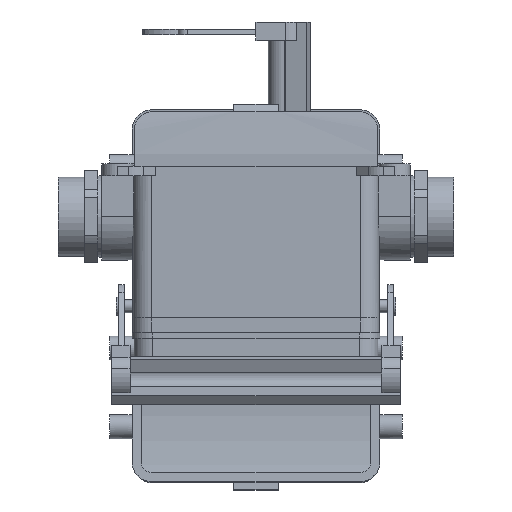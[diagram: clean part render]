
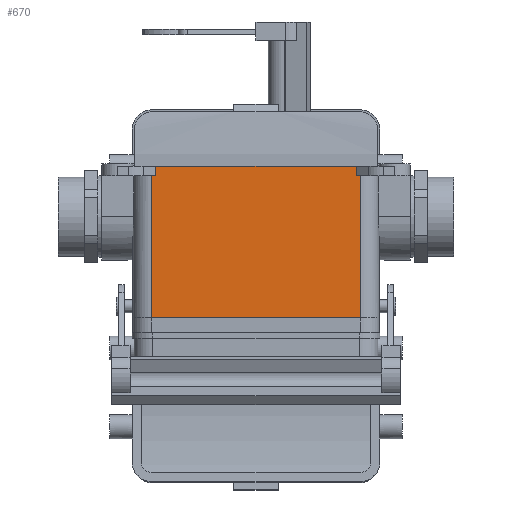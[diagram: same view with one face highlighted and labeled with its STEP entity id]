
A CAD part, top view. The second image highlights one B-rep face of the part: STEP entity #670.
In plain terms, the highlighted planar face has unit normal (0, 0, 1).
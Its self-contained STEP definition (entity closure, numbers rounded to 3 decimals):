
#670 = ADVANCED_FACE( '', ( #1488 ), #1489, .F. );
#1488 = FACE_OUTER_BOUND( '', #2446, .T. );
#1489 = PLANE( '', #2447 );
#2446 = EDGE_LOOP( '', ( #4334, #4335, #4336, #4337, #4338, #4339, #4340, #4341 ) );
#2447 = AXIS2_PLACEMENT_3D( '', #4342, #4343, #4344 );
#4334 = ORIENTED_EDGE( '', *, *, #6209, .T. );
#4335 = ORIENTED_EDGE( '', *, *, #5751, .F. );
#4336 = ORIENTED_EDGE( '', *, *, #6210, .T. );
#4337 = ORIENTED_EDGE( '', *, *, #6092, .T. );
#4338 = ORIENTED_EDGE( '', *, *, #6211, .F. );
#4339 = ORIENTED_EDGE( '', *, *, #5949, .F. );
#4340 = ORIENTED_EDGE( '', *, *, #5612, .T. );
#4341 = ORIENTED_EDGE( '', *, *, #6212, .T. );
#4342 = CARTESIAN_POINT( '', ( 0., -3.5, 21.5 ) );
#4343 = DIRECTION( '', ( 0., 0., -1. ) );
#4344 = DIRECTION( '', ( -1., 0., 0. ) );
#5612 = EDGE_CURVE( '', #6743, #6755, #6757, .T. );
#5751 = EDGE_CURVE( '', #6990, #6985, #6992, .T. );
#5949 = EDGE_CURVE( '', #6743, #7304, #7305, .T. );
#6092 = EDGE_CURVE( '', #7531, #7529, #7532, .T. );
#6209 = EDGE_CURVE( '', #7687, #6985, #7688, .T. );
#6210 = EDGE_CURVE( '', #6990, #7531, #7689, .T. );
#6211 = EDGE_CURVE( '', #7304, #7529, #7690, .T. );
#6212 = EDGE_CURVE( '', #6755, #7687, #7691, .T. );
#6743 = VERTEX_POINT( '', #8350 );
#6755 = VERTEX_POINT( '', #8365 );
#6757 = LINE( '', #8368, #8369 );
#6985 = VERTEX_POINT( '', #8702 );
#6990 = VERTEX_POINT( '', #8709 );
#6992 = LINE( '', #8712, #8713 );
#7304 = VERTEX_POINT( '', #9238 );
#7305 = LINE( '', #9239, #9240 );
#7529 = VERTEX_POINT( '', #9573 );
#7531 = VERTEX_POINT( '', #9575 );
#7532 = LINE( '', #9576, #9577 );
#7687 = VERTEX_POINT( '', #9816 );
#7688 = LINE( '', #9817, #9818 );
#7689 = LINE( '', #9819, #9820 );
#7690 = LINE( '', #9821, #9822 );
#7691 = LINE( '', #9823, #9824 );
#8350 = CARTESIAN_POINT( '', ( 39.65, -3.5, 21.5 ) );
#8365 = CARTESIAN_POINT( '', ( 37.985, -3.5, 21.5 ) );
#8368 = CARTESIAN_POINT( '', ( -48.299, -3.5, 21.5 ) );
#8369 = VECTOR( '', #10511, 1000. );
#8702 = CARTESIAN_POINT( '', ( -37.985, 0., 21.5 ) );
#8709 = CARTESIAN_POINT( '', ( -37.985, -3.5, 21.5 ) );
#8712 = CARTESIAN_POINT( '', ( -37.985, -3.5, 21.5 ) );
#8713 = VECTOR( '', #10694, 1000. );
#9238 = CARTESIAN_POINT( '', ( 39.65, -57.4, 21.5 ) );
#9239 = CARTESIAN_POINT( '', ( 39.65, 85.248, 21.5 ) );
#9240 = VECTOR( '', #10917, 1000. );
#9573 = CARTESIAN_POINT( '', ( -39.65, -57.4, 21.5 ) );
#9575 = CARTESIAN_POINT( '', ( -39.65, -3.5, 21.5 ) );
#9576 = CARTESIAN_POINT( '', ( -39.65, 85.248, 21.5 ) );
#9577 = VECTOR( '', #11094, 1000. );
#9816 = CARTESIAN_POINT( '', ( 37.985, 0., 21.5 ) );
#9817 = CARTESIAN_POINT( '', ( 0., 0., 21.5 ) );
#9818 = VECTOR( '', #11223, 1000. );
#9819 = CARTESIAN_POINT( '', ( -48.299, -3.5, 21.5 ) );
#9820 = VECTOR( '', #11224, 1000. );
#9821 = CARTESIAN_POINT( '', ( -39.65, -57.4, 21.5 ) );
#9822 = VECTOR( '', #11225, 1000. );
#9823 = CARTESIAN_POINT( '', ( 37.985, -3.5, 21.5 ) );
#9824 = VECTOR( '', #11226, 1000. );
#10511 = DIRECTION( '', ( -1., 0., 0. ) );
#10694 = DIRECTION( '', ( 0., 1., 0. ) );
#10917 = DIRECTION( '', ( 0., -1., 0. ) );
#11094 = DIRECTION( '', ( 0., -1., 0. ) );
#11223 = DIRECTION( '', ( -1., 0., 0. ) );
#11224 = DIRECTION( '', ( -1., 0., 0. ) );
#11225 = DIRECTION( '', ( -1., 0., 0. ) );
#11226 = DIRECTION( '', ( 0., 1., 0. ) );
